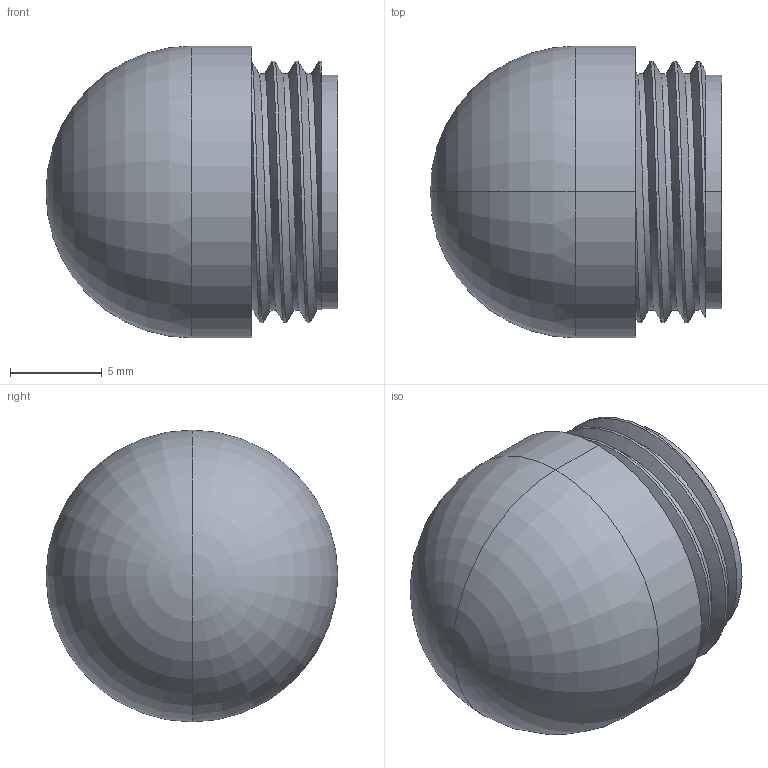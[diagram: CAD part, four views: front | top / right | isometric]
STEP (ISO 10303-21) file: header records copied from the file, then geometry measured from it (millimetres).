
FILE_DESCRIPTION (( 'STEP AP203' ), '1' );
FILE_NAME ('25P-307x.STEP', '2016-12-24T00:11:41', ( '' ), ( '' ), 'SwSTEP 2.0', 'SolidWorks 2016', '' );
FILE_SCHEMA (( 'CONFIG_CONTROL_DESIGN' ));
Length unit declared in the file: inch
Products named in the file (1): 25P-307x
Bounding box: 15.88 x 15.88 x 15.88 mm (x, y, z)
Volume: 1213.4 mm3; surface area: 1484.2 mm2
Topology: 1 solids, 1 shells, 25 faces, 59 edges, 35 vertices
Faces by surface type: cylinder 13, torus 4, plane 4, bspline 4
Entity records: 1506 total; most frequent: CARTESIAN_POINT 936, ORIENTED_EDGE 110, DIRECTION 94, EDGE_CURVE 55, AXIS2_PLACEMENT_3D 41, VERTEX_POINT 35, EDGE_LOOP 28, FACE_OUTER_BOUND 25
